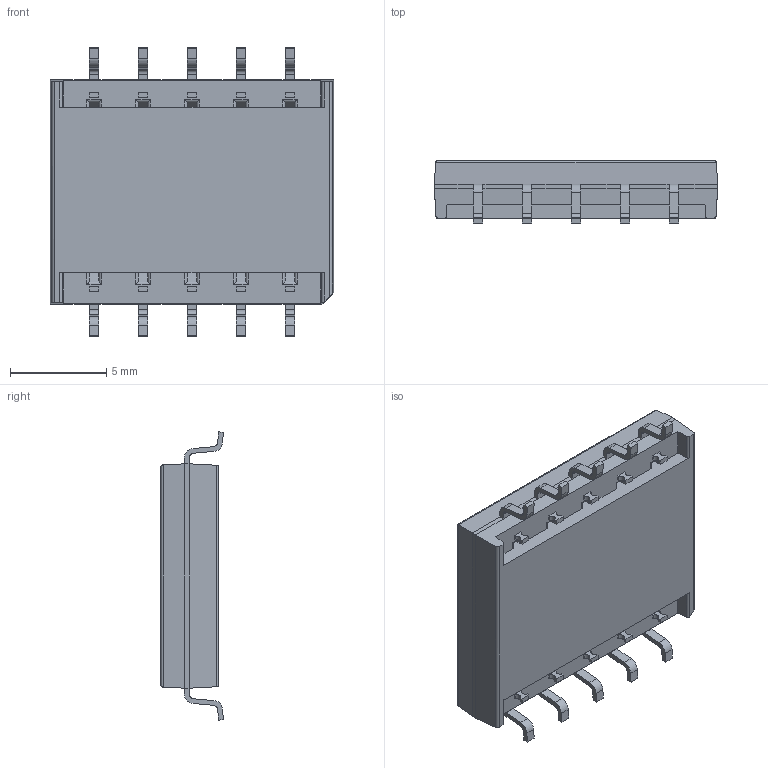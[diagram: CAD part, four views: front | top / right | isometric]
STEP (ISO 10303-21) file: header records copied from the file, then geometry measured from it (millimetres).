
FILE_DESCRIPTION (( 'STEP AP214' ), '1' );
FILE_NAME ('HM2100NL_3D.STEP', '2017-09-11T01:55:40', ( '' ), ( '' ), 'SwSTEP 2.0', 'SolidWorks 2015', '' );
FILE_SCHEMA (( 'AUTOMOTIVE_DESIGN' ));
Length unit declared in the file: millimetre
Products named in the file (1): HM2100NL_3D
Bounding box: 14.7 x 3.25 x 14.96 mm (x, y, z)
Volume: 482.7 mm3; surface area: 555.4 mm2
Topology: 1 solids, 2 shells, 340 faces, 926 edges, 601 vertices
Faces by surface type: plane 226, cylinder 114
Entity records: 13172 total; most frequent: CARTESIAN_POINT 2030, ORIENTED_EDGE 1852, DIRECTION 1726, EDGE_CURVE 926, VECTOR 700, LINE 700, VERTEX_POINT 601, AXIS2_PLACEMENT_3D 513
